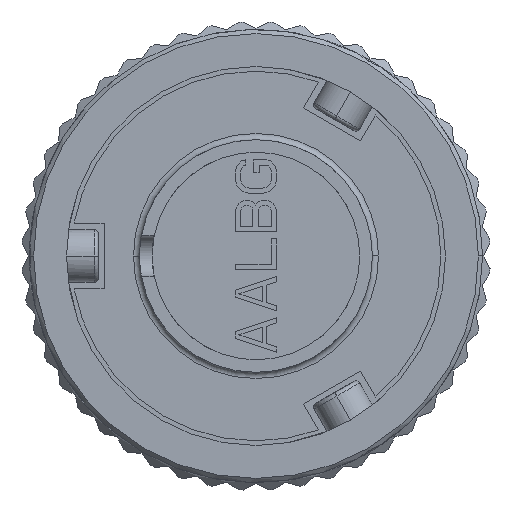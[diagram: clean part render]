
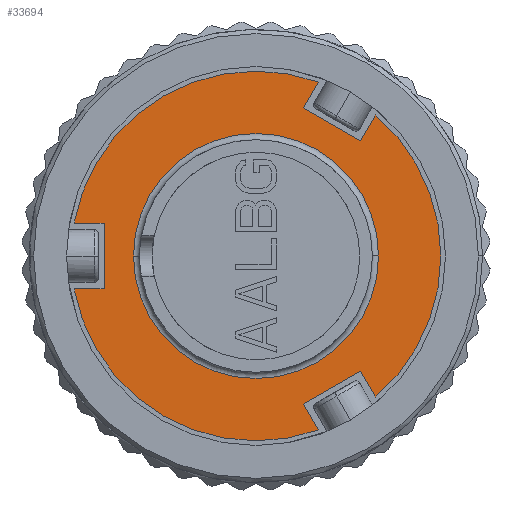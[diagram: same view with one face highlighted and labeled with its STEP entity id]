
A CAD part, left-side view. The second image highlights one B-rep face of the part: STEP entity #33694.
In plain terms, the highlighted planar face has unit normal (-1, 0, 0).
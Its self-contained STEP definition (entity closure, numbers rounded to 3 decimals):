
#62=CARTESIAN_POINT('',(13.49,0.,0.));
#63=DIRECTION('',(-1.,0.,0.));
#64=DIRECTION('',(0.,-0.646,-0.763));
#65=AXIS2_PLACEMENT_3D('',#62,#63,#64);
#13021=DIRECTION('',(0.,-1.,0.));
#13022=VECTOR('',#13021,1.456);
#13023=CARTESIAN_POINT('',(13.49,8.831,-1.6));
#13024=LINE('1094',#13023,#13022);
#13025=DIRECTION('',(0.,0.,1.));
#13026=VECTOR('',#13025,3.2);
#13027=CARTESIAN_POINT('',(13.49,7.375,-1.6));
#13028=LINE('1095',#13027,#13026);
#13029=DIRECTION('',(0.,-1.,0.));
#13030=VECTOR('',#13029,1.456);
#13031=CARTESIAN_POINT('',(13.49,8.831,1.6));
#13032=LINE('1096',#13031,#13030);
#13033=DIRECTION('',(0.,0.5,-0.866));
#13034=VECTOR('',#13033,1.456);
#13035=CARTESIAN_POINT('',(13.49,-3.03,8.448));
#13036=LINE('1089',#13035,#13034);
#13037=DIRECTION('',(0.,-0.866,-0.5));
#13038=VECTOR('',#13037,3.2);
#13039=CARTESIAN_POINT('',(13.49,-2.302,7.187));
#13040=LINE('1087',#13039,#13038);
#13041=DIRECTION('',(0.,-0.5,0.866));
#13042=VECTOR('',#13041,1.456);
#13043=CARTESIAN_POINT('',(13.49,-5.073,5.587));
#13044=LINE('1088',#13043,#13042);
#13045=DIRECTION('',(0.,0.5,0.866));
#13046=VECTOR('',#13045,1.456);
#13047=CARTESIAN_POINT('',(13.49,-5.801,-6.848));
#13048=LINE('1090',#13047,#13046);
#13049=DIRECTION('',(0.,0.866,-0.5));
#13050=VECTOR('',#13049,3.2);
#13051=CARTESIAN_POINT('',(13.49,-5.073,-5.587));
#13052=LINE('1091',#13051,#13050);
#13053=DIRECTION('',(0.,-0.5,-0.866));
#13054=VECTOR('',#13053,1.456);
#13055=CARTESIAN_POINT('',(13.49,-2.302,-7.187));
#13056=LINE('1092',#13055,#13054);
#13057=CARTESIAN_POINT('',(13.49,0.,0.));
#13058=DIRECTION('',(1.,0.,0.));
#13059=DIRECTION('',(0.,-1.,0.));
#13060=AXIS2_PLACEMENT_3D('',#13057,#13058,#13059);
#13062=CARTESIAN_POINT('',(13.49,0.,0.));
#13063=DIRECTION('',(1.,0.,0.));
#13064=DIRECTION('',(0.,1.,0.));
#13065=AXIS2_PLACEMENT_3D('',#13062,#13063,#13064);
#13096=CARTESIAN_POINT('',(13.49,0.,0.));
#13097=DIRECTION('',(-1.,0.,0.));
#13098=DIRECTION('',(0.,-0.338,0.941));
#13099=AXIS2_PLACEMENT_3D('',#13096,#13097,#13098);
#13126=CARTESIAN_POINT('',(13.49,0.,0.));
#13127=DIRECTION('',(-1.,0.,0.));
#13128=DIRECTION('',(0.,0.984,-0.178));
#13129=AXIS2_PLACEMENT_3D('',#13126,#13127,#13128);
#14695=CARTESIAN_POINT('',(13.49,-2.302,7.187));
#14696=CARTESIAN_POINT('',(13.49,-5.073,5.587));
#14697=VERTEX_POINT('',#14695);
#14698=VERTEX_POINT('',#14696);
#14699=CARTESIAN_POINT('',(13.49,-5.801,6.848));
#14700=VERTEX_POINT('',#14699);
#14701=CARTESIAN_POINT('',(13.49,-3.03,8.448));
#14702=VERTEX_POINT('',#14701);
#14703=CARTESIAN_POINT('',(13.49,-5.801,-6.848));
#14704=CARTESIAN_POINT('',(13.49,-5.073,-5.587));
#14705=VERTEX_POINT('',#14703);
#14706=VERTEX_POINT('',#14704);
#14707=CARTESIAN_POINT('',(13.49,-2.302,-7.187));
#14708=VERTEX_POINT('',#14707);
#14709=CARTESIAN_POINT('',(13.49,-3.03,-8.448));
#14710=VERTEX_POINT('',#14709);
#14711=CARTESIAN_POINT('',(13.49,8.831,-1.6));
#14712=CARTESIAN_POINT('',(13.49,7.375,-1.6));
#14713=VERTEX_POINT('',#14711);
#14714=VERTEX_POINT('',#14712);
#14715=CARTESIAN_POINT('',(13.49,7.375,1.6));
#14716=VERTEX_POINT('',#14715);
#14717=CARTESIAN_POINT('',(13.49,8.831,1.6));
#14718=VERTEX_POINT('',#14717);
#14731=CARTESIAN_POINT('',(13.49,-5.95,0.));
#14732=CARTESIAN_POINT('',(13.49,5.95,0.));
#14733=VERTEX_POINT('',#14731);
#14734=VERTEX_POINT('',#14732);
#33659=CARTESIAN_POINT('',(13.49,0.,0.));
#33660=DIRECTION('',(1.,0.,0.));
#33661=DIRECTION('',(0.,-1.,0.));
#33662=AXIS2_PLACEMENT_3D('',#33659,#33660,#33661);
#33663=PLANE('246',#33662);
#33665=ORIENTED_EDGE('1094',*,*,#33664,.T.);
#33667=ORIENTED_EDGE('1095',*,*,#33666,.T.);
#33669=ORIENTED_EDGE('1096',*,*,#33668,.F.);
#33671=ORIENTED_EDGE('1097',*,*,#33670,.F.);
#33673=ORIENTED_EDGE('1089',*,*,#33672,.T.);
#33675=ORIENTED_EDGE('1087',*,*,#33674,.T.);
#33676=ORIENTED_EDGE('1088',*,*,#33645,.T.);
#33677=ORIENTED_EDGE('1093',*,*,#17457,.F.);
#33679=ORIENTED_EDGE('1090',*,*,#33678,.T.);
#33681=ORIENTED_EDGE('1091',*,*,#33680,.T.);
#33683=ORIENTED_EDGE('1092',*,*,#33682,.T.);
#33685=ORIENTED_EDGE('1098',*,*,#33684,.F.);
#33686=EDGE_LOOP('246',(#33665,#33667,#33669,#33671,#33673,#33675,#33676,#33677,
#33679,#33681,#33683,#33685));
#33687=FACE_OUTER_BOUND('246',#33686,.F.);
#33689=ORIENTED_EDGE('1104',*,*,#33688,.F.);
#33691=ORIENTED_EDGE('1106',*,*,#33690,.F.);
#33692=EDGE_LOOP('246',(#33689,#33691));
#33693=FACE_BOUND('246',#33692,.F.);
#66=CIRCLE('1093',#65,8.975);
#13061=CIRCLE('1104',#13060,5.95);
#13066=CIRCLE('1106',#13065,5.95);
#13100=CIRCLE('1097',#13099,8.975);
#13130=CIRCLE('1098',#13129,8.975);
#17457=EDGE_CURVE('1093',#14705,#14700,#66,.T.);
#33645=EDGE_CURVE('1088',#14698,#14700,#13044,.T.);
#33664=EDGE_CURVE('1094',#14713,#14714,#13024,.T.);
#33666=EDGE_CURVE('1095',#14714,#14716,#13028,.T.);
#33668=EDGE_CURVE('1096',#14718,#14716,#13032,.T.);
#33670=EDGE_CURVE('1097',#14702,#14718,#13100,.T.);
#33672=EDGE_CURVE('1089',#14702,#14697,#13036,.T.);
#33674=EDGE_CURVE('1087',#14697,#14698,#13040,.T.);
#33678=EDGE_CURVE('1090',#14705,#14706,#13048,.T.);
#33680=EDGE_CURVE('1091',#14706,#14708,#13052,.T.);
#33682=EDGE_CURVE('1092',#14708,#14710,#13056,.T.);
#33684=EDGE_CURVE('1098',#14713,#14710,#13130,.T.);
#33688=EDGE_CURVE('1104',#14733,#14734,#13061,.T.);
#33690=EDGE_CURVE('1106',#14734,#14733,#13066,.T.);
#33694=ADVANCED_FACE('246',(#33687,#33693),#33663,.F.);
